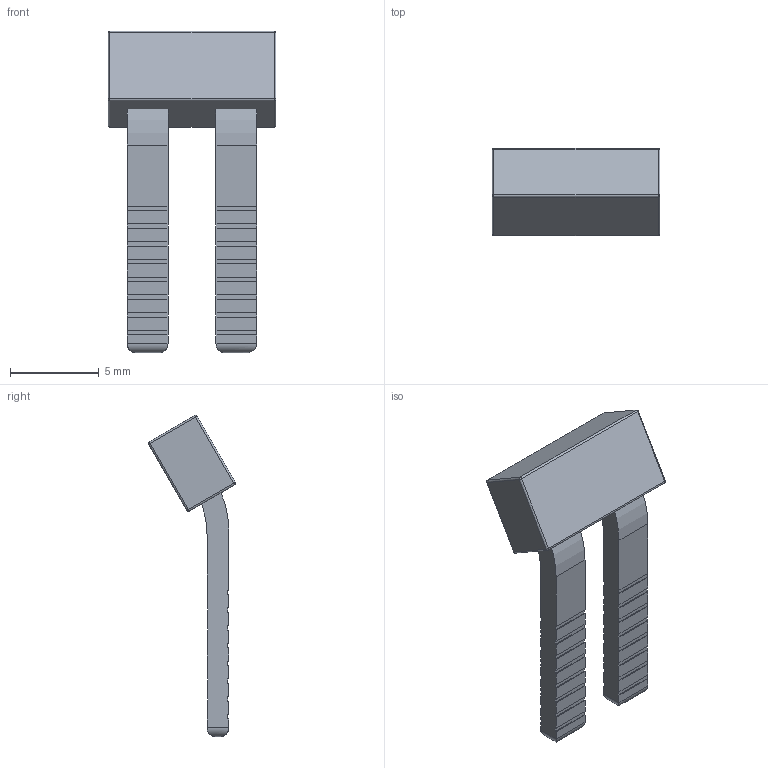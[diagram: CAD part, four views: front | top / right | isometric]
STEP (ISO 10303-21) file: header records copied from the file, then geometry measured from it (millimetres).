
FILE_DESCRIPTION (( 'STEP AP214' ), '1' );
FILE_NAME ('YCT10-00-K03-002-EC-2P Ïåðåìû÷êà ãðåáåí÷àòàÿ äëÿ CTS 2,5ìì2 2PIN.STEP', '2023-10-16T11:04:24', ( '' ), ( '' ), 'SwSTEP 2.0', 'SolidWorks 2022', '' );
FILE_SCHEMA (( 'AUTOMOTIVE_DESIGN' ));
Length unit declared in the file: millimetre
Products named in the file (1): YCT10-00-K03-002-EC-2P Перемычка гребенчатая для CTS 2,5мм2 2PIN
Bounding box: 9.45 x 4.9 x 18.09 mm (x, y, z)
Volume: 208.1 mm3; surface area: 362.8 mm2
Topology: 1 solids, 1 shells, 176 faces, 491 edges, 312 vertices
Faces by surface type: plane 144, cylinder 24, sphere 8
Entity records: 5498 total; most frequent: CARTESIAN_POINT 997, ORIENTED_EDGE 968, DIRECTION 862, EDGE_CURVE 484, VECTOR 444, LINE 444, VERTEX_POINT 312, AXIS2_PLACEMENT_3D 209
